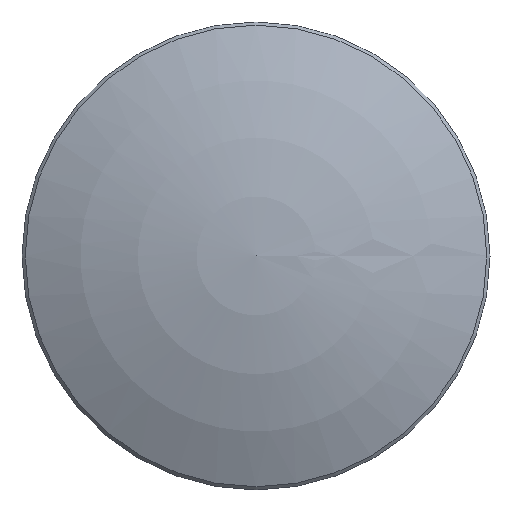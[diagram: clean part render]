
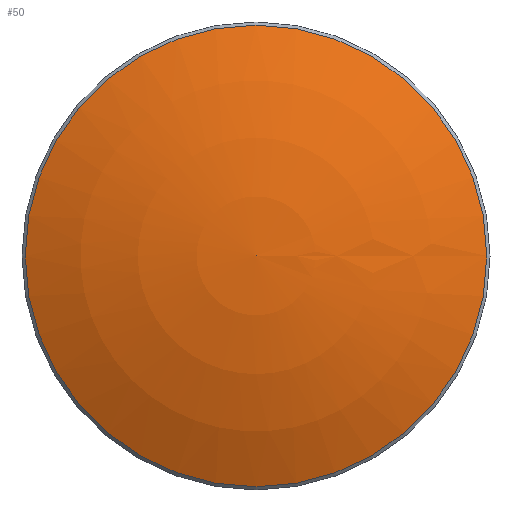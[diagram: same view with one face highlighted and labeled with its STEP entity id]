
A CAD part, top view. The second image highlights one B-rep face of the part: STEP entity #50.
In plain terms, the highlighted spherical face has radius 50.775 mm.
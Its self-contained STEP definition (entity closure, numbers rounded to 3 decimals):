
#50 = ADVANCED_FACE( '', ( #102 ), #103, .T. );
#102 = FACE_OUTER_BOUND( '', #147, .T. );
#103 = SPHERICAL_SURFACE( '', #148, 50.775 );
#147 = EDGE_LOOP( '', ( #202 ) );
#148 = AXIS2_PLACEMENT_3D( '', #203, #204, #205 );
#202 = ORIENTED_EDGE( '', *, *, #218, .T. );
#203 = CARTESIAN_POINT( '', ( 0., 0., -42.575 ) );
#204 = DIRECTION( '', ( 0., 0., 1. ) );
#205 = DIRECTION( '', ( 1., 0., 0. ) );
#218 = EDGE_CURVE( '', #240, #240, #241, .T. );
#240 = VERTEX_POINT( '', #268 );
#241 = CIRCLE( '', #269, 21.55 );
#268 = CARTESIAN_POINT( '', ( 21.55, 0., 3.4 ) );
#269 = AXIS2_PLACEMENT_3D( '', #296, #297, #298 );
#296 = CARTESIAN_POINT( '', ( 0., 0., 3.4 ) );
#297 = DIRECTION( '', ( 0., 0., 1. ) );
#298 = DIRECTION( '', ( 1., 0., 0. ) );
